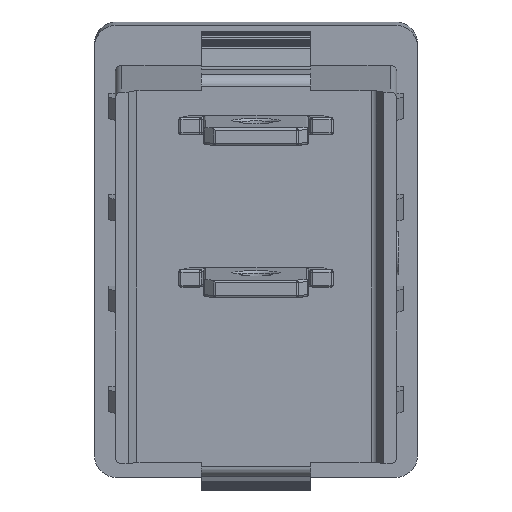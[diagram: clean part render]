
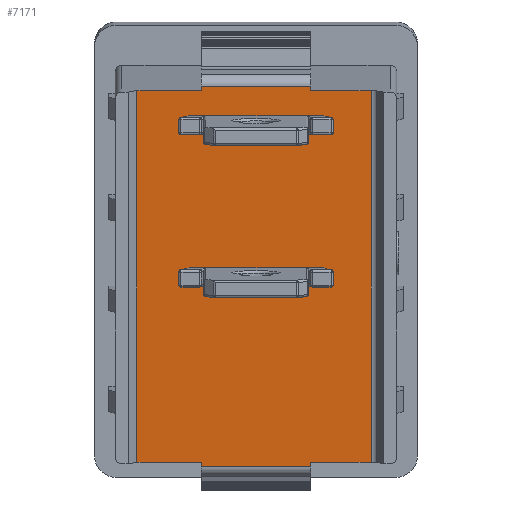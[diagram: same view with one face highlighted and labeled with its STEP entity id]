
A CAD part, front view. The second image highlights one B-rep face of the part: STEP entity #7171.
In plain terms, the highlighted face is planar.
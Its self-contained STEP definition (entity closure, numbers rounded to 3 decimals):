
#45=ELLIPSE('',#7329,0.108,0.1);
#51=ELLIPSE('',#7398,0.108,0.1);
#53=ELLIPSE('',#7404,0.108,0.1);
#56=ELLIPSE('',#7411,0.108,0.1);
#57=ELLIPSE('',#7453,0.108,0.1);
#63=ELLIPSE('',#7522,0.108,0.1);
#65=ELLIPSE('',#7528,0.108,0.1);
#68=ELLIPSE('',#7535,0.108,0.1);
#306=PLANE('',#7883);
#560=FACE_BOUND('',#1617,.T.);
#561=FACE_BOUND('',#1618,.T.);
#1209=FACE_OUTER_BOUND('',#1616,.T.);
#1616=EDGE_LOOP('',(#6694,#6695,#6696,#6697,#6698,#6699,#6700,#6701,#6702,
#6703,#6704,#6705));
#1617=EDGE_LOOP('',(#6706,#6707,#6708,#6709,#6710,#6711,#6712,#6713));
#1618=EDGE_LOOP('',(#6714,#6715,#6716,#6717,#6718,#6719,#6720,#6721));
#1711=LINE('',#10863,#2436);
#1712=LINE('',#10869,#2437);
#1715=LINE('',#10950,#2440);
#1717=LINE('',#10955,#2442);
#1778=LINE('',#11182,#2503);
#1779=LINE('',#11188,#2504);
#1782=LINE('',#11269,#2507);
#1784=LINE('',#11274,#2509);
#1793=LINE('',#11302,#2518);
#1797=LINE('',#11310,#2522);
#1841=LINE('',#11411,#2566);
#1847=LINE('',#11428,#2572);
#1851=LINE('',#11435,#2576);
#1960=LINE('',#11736,#2685);
#2048=LINE('',#11926,#2773);
#2067=LINE('',#11968,#2792);
#2155=LINE('',#12180,#2880);
#2246=LINE('',#12376,#2971);
#2262=LINE('',#12412,#2987);
#2345=LINE('',#12606,#3070);
#2436=VECTOR('',#8294,10.);
#2437=VECTOR('',#8301,10.);
#2440=VECTOR('',#8336,10.);
#2442=VECTOR('',#8344,10.);
#2503=VECTOR('',#8609,10.);
#2504=VECTOR('',#8616,10.);
#2507=VECTOR('',#8651,10.);
#2509=VECTOR('',#8659,10.);
#2518=VECTOR('',#8682,10.);
#2522=VECTOR('',#8686,10.);
#2566=VECTOR('',#8754,10.);
#2572=VECTOR('',#8770,10.);
#2576=VECTOR('',#8774,10.);
#2685=VECTOR('',#9061,10.);
#2773=VECTOR('',#9211,10.);
#2792=VECTOR('',#9270,10.);
#2880=VECTOR('',#9462,10.);
#2971=VECTOR('',#9621,10.);
#2987=VECTOR('',#9671,10.);
#3070=VECTOR('',#9866,10.);
#3160=VERTEX_POINT('',#10664);
#3161=VERTEX_POINT('',#10665);
#3205=VERTEX_POINT('',#10816);
#3206=VERTEX_POINT('',#10817);
#3208=VERTEX_POINT('',#10833);
#3209=VERTEX_POINT('',#10834);
#3213=VERTEX_POINT('',#10853);
#3214=VERTEX_POINT('',#10854);
#3232=VERTEX_POINT('',#10983);
#3233=VERTEX_POINT('',#10984);
#3277=VERTEX_POINT('',#11135);
#3278=VERTEX_POINT('',#11136);
#3280=VERTEX_POINT('',#11152);
#3281=VERTEX_POINT('',#11153);
#3285=VERTEX_POINT('',#11172);
#3286=VERTEX_POINT('',#11173);
#3305=VERTEX_POINT('',#11299);
#3306=VERTEX_POINT('',#11301);
#3309=VERTEX_POINT('',#11307);
#3310=VERTEX_POINT('',#11309);
#3355=VERTEX_POINT('',#11409);
#3360=VERTEX_POINT('',#11425);
#3361=VERTEX_POINT('',#11427);
#3364=VERTEX_POINT('',#11433);
#3467=VERTEX_POINT('',#11735);
#3538=VERTEX_POINT('',#11924);
#3613=VERTEX_POINT('',#12179);
#3684=VERTEX_POINT('',#12374);
#3824=EDGE_CURVE('',#3160,#3161,#45,.F.);
#3901=EDGE_CURVE('',#3205,#3206,#51,.F.);
#3911=EDGE_CURVE('',#3208,#3209,#53,.F.);
#3922=EDGE_CURVE('',#3213,#3214,#56,.F.);
#3927=EDGE_CURVE('',#3205,#3161,#1711,.T.);
#3930=EDGE_CURVE('',#3160,#3214,#1712,.T.);
#3943=EDGE_CURVE('',#3213,#3209,#1715,.T.);
#3945=EDGE_CURVE('',#3208,#3206,#1717,.T.);
#3957=EDGE_CURVE('',#3232,#3233,#57,.F.);
#4034=EDGE_CURVE('',#3277,#3278,#63,.F.);
#4044=EDGE_CURVE('',#3280,#3281,#65,.F.);
#4055=EDGE_CURVE('',#3285,#3286,#68,.F.);
#4060=EDGE_CURVE('',#3277,#3233,#1778,.T.);
#4063=EDGE_CURVE('',#3232,#3286,#1779,.T.);
#4076=EDGE_CURVE('',#3285,#3281,#1782,.T.);
#4078=EDGE_CURVE('',#3280,#3278,#1784,.T.);
#4090=EDGE_CURVE('',#3305,#3306,#1793,.T.);
#4094=EDGE_CURVE('',#3309,#3310,#1797,.T.);
#4145=EDGE_CURVE('',#3355,#3305,#1841,.T.);
#4153=EDGE_CURVE('',#3360,#3361,#1847,.T.);
#4157=EDGE_CURVE('',#3364,#3355,#1851,.T.);
#4308=EDGE_CURVE('',#3467,#3361,#1960,.T.);
#4404=EDGE_CURVE('',#3364,#3538,#2048,.T.);
#4425=EDGE_CURVE('',#3538,#3467,#2067,.T.);
#4531=EDGE_CURVE('',#3306,#3613,#2155,.T.);
#4630=EDGE_CURVE('',#3684,#3309,#2246,.T.);
#4648=EDGE_CURVE('',#3613,#3684,#2262,.T.);
#4743=EDGE_CURVE('',#3310,#3360,#2345,.T.);
#6694=ORIENTED_EDGE('',*,*,#4145,.F.);
#6695=ORIENTED_EDGE('',*,*,#4157,.F.);
#6696=ORIENTED_EDGE('',*,*,#4404,.T.);
#6697=ORIENTED_EDGE('',*,*,#4425,.T.);
#6698=ORIENTED_EDGE('',*,*,#4308,.T.);
#6699=ORIENTED_EDGE('',*,*,#4153,.F.);
#6700=ORIENTED_EDGE('',*,*,#4743,.F.);
#6701=ORIENTED_EDGE('',*,*,#4094,.F.);
#6702=ORIENTED_EDGE('',*,*,#4630,.F.);
#6703=ORIENTED_EDGE('',*,*,#4648,.F.);
#6704=ORIENTED_EDGE('',*,*,#4531,.F.);
#6705=ORIENTED_EDGE('',*,*,#4090,.F.);
#6706=ORIENTED_EDGE('',*,*,#3945,.T.);
#6707=ORIENTED_EDGE('',*,*,#3901,.F.);
#6708=ORIENTED_EDGE('',*,*,#3927,.T.);
#6709=ORIENTED_EDGE('',*,*,#3824,.F.);
#6710=ORIENTED_EDGE('',*,*,#3930,.T.);
#6711=ORIENTED_EDGE('',*,*,#3922,.F.);
#6712=ORIENTED_EDGE('',*,*,#3943,.T.);
#6713=ORIENTED_EDGE('',*,*,#3911,.F.);
#6714=ORIENTED_EDGE('',*,*,#4078,.T.);
#6715=ORIENTED_EDGE('',*,*,#4034,.F.);
#6716=ORIENTED_EDGE('',*,*,#4060,.T.);
#6717=ORIENTED_EDGE('',*,*,#3957,.F.);
#6718=ORIENTED_EDGE('',*,*,#4063,.T.);
#6719=ORIENTED_EDGE('',*,*,#4055,.F.);
#6720=ORIENTED_EDGE('',*,*,#4076,.T.);
#6721=ORIENTED_EDGE('',*,*,#4044,.F.);
#7171=ADVANCED_FACE('',(#1209,#560,#561),#306,.T.);
#7329=AXIS2_PLACEMENT_3D('',#10666,#8064,#8065);
#7398=AXIS2_PLACEMENT_3D('',#10818,#8240,#8241);
#7404=AXIS2_PLACEMENT_3D('',#10835,#8260,#8261);
#7411=AXIS2_PLACEMENT_3D('',#10855,#8282,#8283);
#7453=AXIS2_PLACEMENT_3D('',#10985,#8379,#8380);
#7522=AXIS2_PLACEMENT_3D('',#11137,#8555,#8556);
#7528=AXIS2_PLACEMENT_3D('',#11154,#8575,#8576);
#7535=AXIS2_PLACEMENT_3D('',#11174,#8597,#8598);
#7883=AXIS2_PLACEMENT_3D('',#12605,#9864,#9865);
#8064=DIRECTION('center_axis',(0.,1.,0.));
#8065=DIRECTION('ref_axis',(-1.,0.,0.));
#8240=DIRECTION('center_axis',(0.,1.,0.));
#8241=DIRECTION('ref_axis',(1.,0.,0.));
#8260=DIRECTION('center_axis',(0.,1.,0.));
#8261=DIRECTION('ref_axis',(1.,0.,0.));
#8282=DIRECTION('center_axis',(0.,1.,0.));
#8283=DIRECTION('ref_axis',(-1.,0.,0.));
#8294=DIRECTION('',(-1.,0.,0.));
#8301=DIRECTION('',(0.,0.,1.));
#8336=DIRECTION('',(1.,0.,0.));
#8344=DIRECTION('',(0.,0.,-1.));
#8379=DIRECTION('center_axis',(0.,1.,0.));
#8380=DIRECTION('ref_axis',(-1.,0.,0.));
#8555=DIRECTION('center_axis',(0.,1.,0.));
#8556=DIRECTION('ref_axis',(1.,0.,0.));
#8575=DIRECTION('center_axis',(0.,1.,0.));
#8576=DIRECTION('ref_axis',(1.,0.,0.));
#8597=DIRECTION('center_axis',(0.,1.,0.));
#8598=DIRECTION('ref_axis',(-1.,0.,0.));
#8609=DIRECTION('',(-1.,0.,0.));
#8616=DIRECTION('',(0.,0.,1.));
#8651=DIRECTION('',(1.,0.,0.));
#8659=DIRECTION('',(0.,0.,-1.));
#8682=DIRECTION('',(-1.,0.,0.));
#8686=DIRECTION('',(-1.,0.,0.));
#8754=DIRECTION('',(0.,0.,-1.));
#8770=DIRECTION('',(1.,0.,0.));
#8774=DIRECTION('',(1.,0.,0.));
#9061=DIRECTION('',(0.,0.,-1.));
#9211=DIRECTION('',(0.,0.,1.));
#9270=DIRECTION('',(-1.,0.,0.));
#9462=DIRECTION('',(0.,0.,-1.));
#9621=DIRECTION('',(0.,0.,1.));
#9671=DIRECTION('',(-1.,0.,0.));
#9864=DIRECTION('center_axis',(0.,-1.,0.));
#9865=DIRECTION('ref_axis',(1.,0.,0.));
#9866=DIRECTION('',(0.,0.,1.));
#10664=CARTESIAN_POINT('',(-3.139,-13.25,6.7));
#10665=CARTESIAN_POINT('',(-3.032,-13.25,6.6));
#10666=CARTESIAN_POINT('Origin',(-3.032,-13.25,6.7));
#10816=CARTESIAN_POINT('',(3.032,-13.25,6.6));
#10817=CARTESIAN_POINT('',(3.139,-13.25,6.7));
#10818=CARTESIAN_POINT('Origin',(3.032,-13.25,6.7));
#10833=CARTESIAN_POINT('',(3.139,-13.25,7.3));
#10834=CARTESIAN_POINT('',(3.032,-13.25,7.4));
#10835=CARTESIAN_POINT('Origin',(3.032,-13.25,7.3));
#10853=CARTESIAN_POINT('',(-3.032,-13.25,7.4));
#10854=CARTESIAN_POINT('',(-3.139,-13.25,7.3));
#10855=CARTESIAN_POINT('Origin',(-3.032,-13.25,7.3));
#10863=CARTESIAN_POINT('',(-4.187,-13.25,6.6));
#10869=CARTESIAN_POINT('',(-3.139,-13.25,3.5));
#10950=CARTESIAN_POINT('',(-4.187,-13.25,7.4));
#10955=CARTESIAN_POINT('',(3.139,-13.25,3.5));
#10983=CARTESIAN_POINT('',(-3.139,-13.25,-0.3));
#10984=CARTESIAN_POINT('',(-3.032,-13.25,-0.4));
#10985=CARTESIAN_POINT('Origin',(-3.032,-13.25,-0.3));
#11135=CARTESIAN_POINT('',(3.032,-13.25,-0.4));
#11136=CARTESIAN_POINT('',(3.139,-13.25,-0.3));
#11137=CARTESIAN_POINT('Origin',(3.032,-13.25,-0.3));
#11152=CARTESIAN_POINT('',(3.139,-13.25,0.3));
#11153=CARTESIAN_POINT('',(3.032,-13.25,0.4));
#11154=CARTESIAN_POINT('Origin',(3.032,-13.25,0.3));
#11172=CARTESIAN_POINT('',(-3.032,-13.25,0.4));
#11173=CARTESIAN_POINT('',(-3.139,-13.25,0.3));
#11174=CARTESIAN_POINT('Origin',(-3.032,-13.25,0.3));
#11182=CARTESIAN_POINT('',(-4.187,-13.25,-0.4));
#11188=CARTESIAN_POINT('',(-3.139,-13.25,0.));
#11269=CARTESIAN_POINT('',(-4.187,-13.25,0.4));
#11274=CARTESIAN_POINT('',(3.139,-13.25,0.));
#11299=CARTESIAN_POINT('',(5.276,-13.25,-8.55));
#11301=CARTESIAN_POINT('',(2.5,-13.25,-8.55));
#11302=CARTESIAN_POINT('',(-5.455,-13.25,-8.55));
#11307=CARTESIAN_POINT('',(-2.5,-13.25,-8.55));
#11309=CARTESIAN_POINT('',(-5.455,-13.25,-8.55));
#11310=CARTESIAN_POINT('',(-5.455,-13.25,-8.55));
#11409=CARTESIAN_POINT('',(5.276,-13.25,8.55));
#11411=CARTESIAN_POINT('',(5.276,-13.25,0.));
#11425=CARTESIAN_POINT('',(-5.455,-13.25,8.55));
#11427=CARTESIAN_POINT('',(-2.5,-13.25,8.55));
#11428=CARTESIAN_POINT('',(-5.455,-13.25,8.55));
#11433=CARTESIAN_POINT('',(2.5,-13.25,8.55));
#11435=CARTESIAN_POINT('',(-5.455,-13.25,8.55));
#11735=CARTESIAN_POINT('',(-2.5,-13.25,8.75));
#11736=CARTESIAN_POINT('',(-2.5,-13.25,8.75));
#11924=CARTESIAN_POINT('',(2.5,-13.25,8.75));
#11926=CARTESIAN_POINT('',(2.5,-13.25,8.75));
#11968=CARTESIAN_POINT('',(0.,-13.25,8.75));
#12179=CARTESIAN_POINT('',(2.5,-13.25,-8.75));
#12180=CARTESIAN_POINT('',(2.5,-13.25,-8.75));
#12374=CARTESIAN_POINT('',(-2.5,-13.25,-8.75));
#12376=CARTESIAN_POINT('',(-2.5,-13.25,-8.75));
#12412=CARTESIAN_POINT('',(0.,-13.25,-8.75));
#12605=CARTESIAN_POINT('Origin',(-5.455,-13.25,0.));
#12606=CARTESIAN_POINT('',(-5.455,-13.25,0.));
